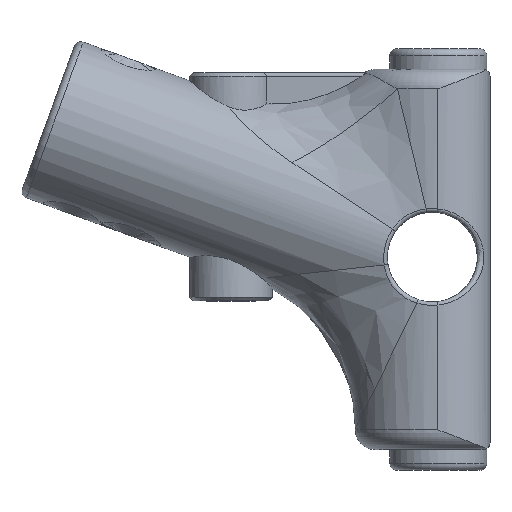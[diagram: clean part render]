
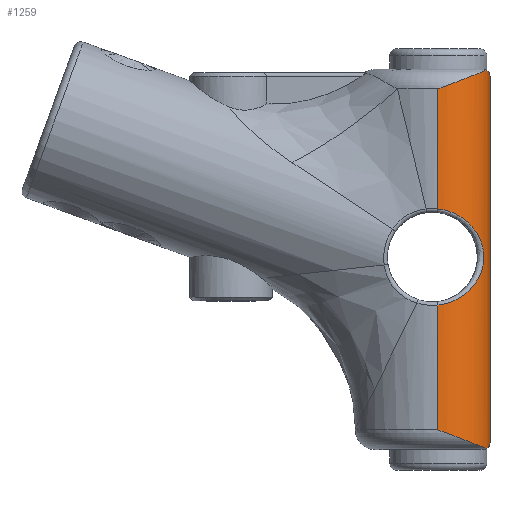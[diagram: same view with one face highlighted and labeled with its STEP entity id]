
A CAD part, top view. The second image highlights one B-rep face of the part: STEP entity #1259.
In plain terms, the highlighted cylindrical face has radius 7.5 mm (diameter 15 mm), a partial arc.
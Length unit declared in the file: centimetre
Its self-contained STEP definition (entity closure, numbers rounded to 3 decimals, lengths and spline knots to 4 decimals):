
#143=CYLINDRICAL_SURFACE('',#1345,0.75);
#187=FACE_OUTER_BOUND('',#282,.T.);
#282=EDGE_LOOP('',(#973,#974,#975,#976,#977,#978,#979,#980));
#405=B_SPLINE_CURVE_WITH_KNOTS('',3,(#4141,#4142,#4143,#4144,#4145,#4146,
#4147,#4148,#4149,#4150,#4151,#4152,#4153,#4154),.UNSPECIFIED.,.F.,.F.,
(4,1,1,1,1,1,1,1,1,1,1,4),(-2.1898,-1.877,-1.5641,
-1.4077,-1.2513,-1.0949,-0.9385,
-0.8603,-0.7821,-0.6257,-0.3128,
0.),.UNSPECIFIED.);
#407=B_SPLINE_CURVE_WITH_KNOTS('',3,(#4183,#4184,#4185,#4186,#4187,#4188,
#4189,#4190,#4191,#4192,#4193,#4194),.UNSPECIFIED.,.F.,.F.,(4,2,2,2,2,4),
(-4.1292,-4.1273,-3.7896,-3.4654,
-3.1649,-3.1478),.UNSPECIFIED.);
#408=B_SPLINE_CURVE_WITH_KNOTS('',3,(#4196,#4197,#4198,#4199,#4200,#4201,
#4202,#4203),.UNSPECIFIED.,.F.,.F.,(4,2,2,4),(0.9142,0.9786,
1.083,1.1873),.UNSPECIFIED.);
#409=B_SPLINE_CURVE_WITH_KNOTS('',3,(#4207,#4208,#4209,#4210,#4211,#4212,
#4213,#4214),.UNSPECIFIED.,.F.,.F.,(4,2,2,4),(-1.1873,-1.083,
-0.9786,-0.9142),.UNSPECIFIED.);
#410=B_SPLINE_CURVE_WITH_KNOTS('',3,(#4216,#4217,#4218,#4219,#4220,#4221,
#4222,#4223,#4224,#4225,#4226,#4227),.UNSPECIFIED.,.F.,.F.,(4,2,2,2,2,4),
(-0.0018,0.,0.3317,0.6489,
0.9395,0.9484),.UNSPECIFIED.);
#459=LINE('',#4181,#499);
#460=LINE('',#4205,#500);
#461=LINE('',#4228,#501);
#499=VECTOR('',#1490,1.);
#500=VECTOR('',#1491,1.);
#501=VECTOR('',#1492,1.);
#588=VERTEX_POINT('',#4035);
#589=VERTEX_POINT('',#4139);
#590=VERTEX_POINT('',#4180);
#591=VERTEX_POINT('',#4182);
#592=VERTEX_POINT('',#4195);
#593=VERTEX_POINT('',#4204);
#594=VERTEX_POINT('',#4206);
#595=VERTEX_POINT('',#4215);
#736=EDGE_CURVE('',#589,#588,#405,.T.);
#738=EDGE_CURVE('',#589,#590,#459,.T.);
#739=EDGE_CURVE('',#590,#591,#407,.T.);
#740=EDGE_CURVE('',#591,#592,#408,.T.);
#741=EDGE_CURVE('',#592,#593,#460,.T.);
#742=EDGE_CURVE('',#593,#594,#409,.T.);
#743=EDGE_CURVE('',#595,#594,#410,.T.);
#744=EDGE_CURVE('',#595,#588,#461,.T.);
#973=ORIENTED_EDGE('',*,*,#736,.F.);
#974=ORIENTED_EDGE('',*,*,#738,.T.);
#975=ORIENTED_EDGE('',*,*,#739,.T.);
#976=ORIENTED_EDGE('',*,*,#740,.T.);
#977=ORIENTED_EDGE('',*,*,#741,.T.);
#978=ORIENTED_EDGE('',*,*,#742,.T.);
#979=ORIENTED_EDGE('',*,*,#743,.F.);
#980=ORIENTED_EDGE('',*,*,#744,.T.);
#1259=ADVANCED_FACE('',(#187),#143,.T.);
#1345=AXIS2_PLACEMENT_3D('',#4179,#1488,#1489);
#1488=DIRECTION('center_axis',(0.,1.,0.));
#1489=DIRECTION('ref_axis',(-0.004,0.,1.));
#1490=DIRECTION('',(0.,-1.,0.));
#1491=DIRECTION('',(0.,1.,0.));
#1492=DIRECTION('',(0.,-1.,0.));
#4035=CARTESIAN_POINT('',(-2.055,-0.3202,-4.65));
#4139=CARTESIAN_POINT('',(-2.055,-1.7106,-4.65));
#4141=CARTESIAN_POINT('Ctrl Pts',(-2.055,-1.7106,-4.65));
#4142=CARTESIAN_POINT('Ctrl Pts',(-1.9441,-1.6985,-4.6495));
#4143=CARTESIAN_POINT('Ctrl Pts',(-1.7317,-1.6257,-4.7003));
#4144=CARTESIAN_POINT('Ctrl Pts',(-1.5508,-1.4618,-4.8331));
#4145=CARTESIAN_POINT('Ctrl Pts',(-1.454,-1.3042,-4.9435));
#4146=CARTESIAN_POINT('Ctrl Pts',(-1.4053,-1.1708,-5.0181));
#4147=CARTESIAN_POINT('Ctrl Pts',(-1.3859,-1.0154,-5.0555));
#4148=CARTESIAN_POINT('Ctrl Pts',(-1.4021,-0.8855,
-5.0243));
#4149=CARTESIAN_POINT('Ctrl Pts',(-1.4298,-0.7934,-4.9804));
#4150=CARTESIAN_POINT('Ctrl Pts',(-1.4661,-0.7066,
-4.9297));
#4151=CARTESIAN_POINT('Ctrl Pts',(-1.5509,-0.569,
-4.8327));
#4152=CARTESIAN_POINT('Ctrl Pts',(-1.7316,-0.4053,-4.7004));
#4153=CARTESIAN_POINT('Ctrl Pts',(-1.9441,-0.3323,
-4.6495));
#4154=CARTESIAN_POINT('Ctrl Pts',(-2.055,-0.3202,
-4.65));
#4179=CARTESIAN_POINT('Origin',(-2.0519,-1.05,-5.4));
#4180=CARTESIAN_POINT('',(-2.055,-3.5172,-4.65));
#4181=CARTESIAN_POINT('',(-2.055,1.4172,-4.65));
#4182=CARTESIAN_POINT('',(-1.3522,-3.7868,-5.13));
#4183=CARTESIAN_POINT('Ctrl Pts',(-2.055,-3.5172,-4.65));
#4184=CARTESIAN_POINT('Ctrl Pts',(-2.0545,-3.5174,-4.65));
#4185=CARTESIAN_POINT('Ctrl Pts',(-2.0539,-3.5176,-4.65));
#4186=CARTESIAN_POINT('Ctrl Pts',(-1.9513,-3.5562,-4.6498));
#4187=CARTESIAN_POINT('Ctrl Pts',(-1.8499,-3.5943,-4.6704));
#4188=CARTESIAN_POINT('Ctrl Pts',(-1.6648,-3.6648,-4.7501));
#4189=CARTESIAN_POINT('Ctrl Pts',(-1.5818,-3.6969,-4.807));
#4190=CARTESIAN_POINT('Ctrl Pts',(-1.447,-3.7498,-4.9468));
#4191=CARTESIAN_POINT('Ctrl Pts',(-1.3945,-3.7709,-5.0265));
#4192=CARTESIAN_POINT('Ctrl Pts',(-1.3561,-3.7853,-5.1199));
#4193=CARTESIAN_POINT('Ctrl Pts',(-1.3541,-3.786,-5.125));
#4194=CARTESIAN_POINT('Ctrl Pts',(-1.3522,-3.7868,-5.13));
#4195=CARTESIAN_POINT('',(-1.3019,-3.7,-5.4));
#4196=CARTESIAN_POINT('Ctrl Pts',(-1.3522,-3.7868,-5.13));
#4197=CARTESIAN_POINT('Ctrl Pts',(-1.3439,-3.782,-5.1513));
#4198=CARTESIAN_POINT('Ctrl Pts',(-1.3369,-3.7764,-5.1726));
#4199=CARTESIAN_POINT('Ctrl Pts',(-1.3219,-3.7614,-5.2247));
#4200=CARTESIAN_POINT('Ctrl Pts',(-1.3142,-3.7498,-5.2602));
#4201=CARTESIAN_POINT('Ctrl Pts',(-1.3042,-3.725,-5.3315));
#4202=CARTESIAN_POINT('Ctrl Pts',(-1.3019,-3.7119,-5.3673));
#4203=CARTESIAN_POINT('Ctrl Pts',(-1.3019,-3.7,-5.4));
#4204=CARTESIAN_POINT('',(-1.3019,1.6,-5.4));
#4205=CARTESIAN_POINT('',(-1.3019,-3.7,-5.4));
#4206=CARTESIAN_POINT('',(-1.3522,1.6868,-5.13));
#4207=CARTESIAN_POINT('Ctrl Pts',(-1.3019,1.6,-5.4));
#4208=CARTESIAN_POINT('Ctrl Pts',(-1.3019,1.6119,-5.3673));
#4209=CARTESIAN_POINT('Ctrl Pts',(-1.3042,1.625,-5.3315));
#4210=CARTESIAN_POINT('Ctrl Pts',(-1.3142,1.6498,-5.2602));
#4211=CARTESIAN_POINT('Ctrl Pts',(-1.3219,1.6614,-5.2247));
#4212=CARTESIAN_POINT('Ctrl Pts',(-1.3369,1.6764,-5.1726));
#4213=CARTESIAN_POINT('Ctrl Pts',(-1.3439,1.682,-5.1513));
#4214=CARTESIAN_POINT('Ctrl Pts',(-1.3522,1.6868,-5.13));
#4215=CARTESIAN_POINT('',(-2.055,1.4172,-4.65));
#4216=CARTESIAN_POINT('Ctrl Pts',(-2.055,1.4172,-4.65));
#4217=CARTESIAN_POINT('Ctrl Pts',(-2.0545,1.4174,-4.65));
#4218=CARTESIAN_POINT('Ctrl Pts',(-2.0539,1.4176,-4.65));
#4219=CARTESIAN_POINT('Ctrl Pts',(-1.9499,1.4567,-4.6498));
#4220=CARTESIAN_POINT('Ctrl Pts',(-1.847,1.4954,-4.671));
#4221=CARTESIAN_POINT('Ctrl Pts',(-1.66,1.5666,-4.7528));
#4222=CARTESIAN_POINT('Ctrl Pts',(-1.5765,1.599,-4.8111));
#4223=CARTESIAN_POINT('Ctrl Pts',(-1.4425,1.6516,-4.953));
#4224=CARTESIAN_POINT('Ctrl Pts',(-1.3908,1.6724,-5.0332));
#4225=CARTESIAN_POINT('Ctrl Pts',(-1.3543,1.686,-5.1246));
#4226=CARTESIAN_POINT('Ctrl Pts',(-1.3532,1.6864,-5.1273));
#4227=CARTESIAN_POINT('Ctrl Pts',(-1.3522,1.6868,-5.13));
#4228=CARTESIAN_POINT('',(-2.055,1.4172,-4.65));
